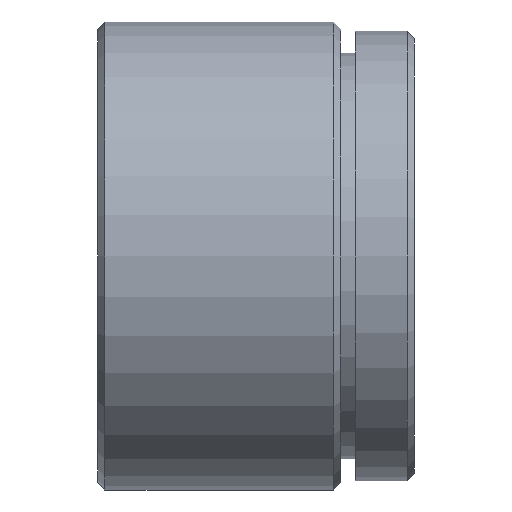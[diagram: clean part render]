
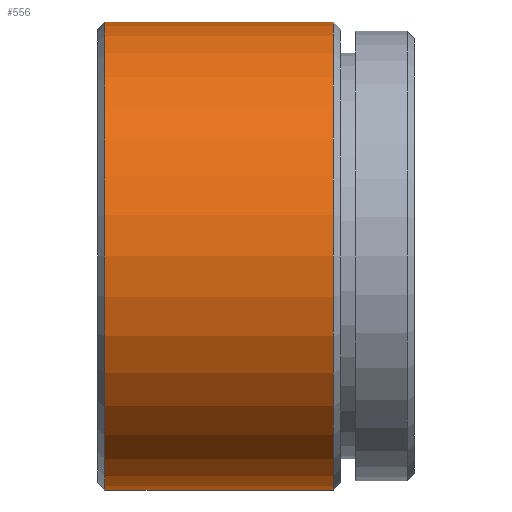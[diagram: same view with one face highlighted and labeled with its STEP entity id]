
A CAD part, left-side view. The second image highlights one B-rep face of the part: STEP entity #556.
In plain terms, the highlighted cylindrical face has radius 15.875 mm (diameter 31.75 mm), a partial arc.
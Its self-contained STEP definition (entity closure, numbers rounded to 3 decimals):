
#22 = ORIENTED_EDGE ( 'NONE', *, *, #536, .T. ) ;
#38 = ORIENTED_EDGE ( 'NONE', *, *, #69, .T. ) ;
#69 = EDGE_CURVE ( 'NONE', #356, #218, #597, .T. ) ;
#138 = CARTESIAN_POINT ( 'NONE',  ( 0., 0., 0. ) ) ;
#153 = CYLINDRICAL_SURFACE ( 'NONE', #236, 15.875 ) ;
#192 = EDGE_LOOP ( 'NONE', ( #719, #22, #38, #853 ) ) ;
#211 = DIRECTION ( 'NONE',  ( 0., 0., -1. ) ) ;
#218 = VERTEX_POINT ( 'NONE', #421 ) ;
#225 = CARTESIAN_POINT ( 'NONE',  ( 0., 21., -15.875 ) ) ;
#236 = AXIS2_PLACEMENT_3D ( 'NONE', #138, #414, #211 ) ;
#243 = VERTEX_POINT ( 'NONE', #804 ) ;
#254 = VECTOR ( 'NONE', #402, 1000. ) ;
#333 = LINE ( 'NONE', #483, #480 ) ;
#356 = VERTEX_POINT ( 'NONE', #225 ) ;
#367 = FACE_OUTER_BOUND ( 'NONE', #192, .T. ) ;
#392 = AXIS2_PLACEMENT_3D ( 'NONE', #553, #701, #697 ) ;
#402 = DIRECTION ( 'NONE',  ( 0., -1., 0. ) ) ;
#414 = DIRECTION ( 'NONE',  ( 0., -1., 0. ) ) ;
#421 = CARTESIAN_POINT ( 'NONE',  ( 0., 5.5, -15.875 ) ) ;
#473 = AXIS2_PLACEMENT_3D ( 'NONE', #661, #663, #667 ) ;
#480 = VECTOR ( 'NONE', #735, 1000. ) ;
#483 = CARTESIAN_POINT ( 'NONE',  ( 0., 0., 15.875 ) ) ;
#519 = EDGE_CURVE ( 'NONE', #218, #635, #619, .T. ) ;
#536 = EDGE_CURVE ( 'NONE', #243, #356, #769, .T. ) ;
#553 = CARTESIAN_POINT ( 'NONE',  ( 0., 21., 0. ) ) ;
#556 = ADVANCED_FACE ( 'NONE', ( #367 ), #153, .T. ) ;
#597 = LINE ( 'NONE', #731, #254 ) ;
#619 = CIRCLE ( 'NONE', #473, 15.875 ) ;
#635 = VERTEX_POINT ( 'NONE', #866 ) ;
#661 = CARTESIAN_POINT ( 'NONE',  ( 0., 5.5, 0. ) ) ;
#663 = DIRECTION ( 'NONE',  ( 0., 1., 0. ) ) ;
#667 = DIRECTION ( 'NONE',  ( 0., 0., -1. ) ) ;
#697 = DIRECTION ( 'NONE',  ( 0., 0., 1. ) ) ;
#701 = DIRECTION ( 'NONE',  ( 0., -1., 0. ) ) ;
#719 = ORIENTED_EDGE ( 'NONE', *, *, #724, .F. ) ;
#724 = EDGE_CURVE ( 'NONE', #243, #635, #333, .T. ) ;
#731 = CARTESIAN_POINT ( 'NONE',  ( 0., 0., -15.875 ) ) ;
#735 = DIRECTION ( 'NONE',  ( 0., -1., 0. ) ) ;
#769 = CIRCLE ( 'NONE', #392, 15.875 ) ;
#804 = CARTESIAN_POINT ( 'NONE',  ( 0., 21., 15.875 ) ) ;
#853 = ORIENTED_EDGE ( 'NONE', *, *, #519, .T. ) ;
#866 = CARTESIAN_POINT ( 'NONE',  ( 0., 5.5, 15.875 ) ) ;
